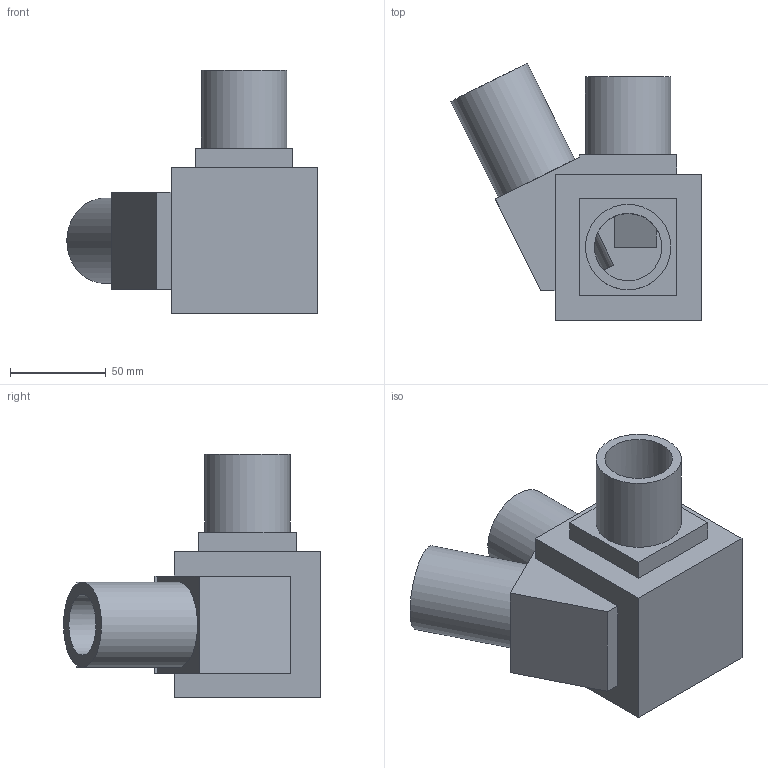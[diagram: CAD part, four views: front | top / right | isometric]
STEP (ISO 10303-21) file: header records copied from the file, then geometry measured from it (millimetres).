
FILE_DESCRIPTION(/* description */ ('STEP AP242 Edition 2','CAx-IF Rec.Pracs.---Representation and Presentation of Product Manufacturing Information (PMI)---4.0---2014-10-13','CAx-IF Rec.Pracs.---3D Tessellated Geometry---0.4---2014-09-14','2;1','CAx-IF Rec.Pracs.---User Defined Attributes---1.5---2016-08-15'),/* implementation_level */ '2;1');
FILE_NAME(/* name */ '694dadc7553922900149bdf0',/* time_stamp */ '2025-12-25T21:34:00Z',/* author */ (''),/* organization */ (''),/* preprocessor_version */ 'ST-DEVELOPER v20',/* originating_system */ 'ONSHAPE BY PTC INC, 1.208',/* authorisation */ ' ');
FILE_SCHEMA (('AP242_MANAGED_MODEL_BASED_3D_ENGINEERING_MIM_LF { 1 0 10303 442 3 1 4 }'));
Length unit declared in the file: metre
Products named in the file (1): Part 1
Bounding box: 130.52 x 133.97 x 127 mm (x, y, z)
Volume: 572077.5 mm3; surface area: 88109.1 mm2
Topology: 1 solids, 1 shells, 33 faces, 84 edges, 56 vertices
Faces by surface type: plane 28, cylinder 5
Full cylindrical faces by diameter (mm): 31.75 x1, 35.15 x1, 44.45 x3
Entity records: 976 total; most frequent: CARTESIAN_POINT 173, DIRECTION 155, ORIENTED_EDGE 152, EDGE_CURVE 76, LINE 63, VECTOR 63, VERTEX_POINT 53, AXIS2_PLACEMENT_3D 46
